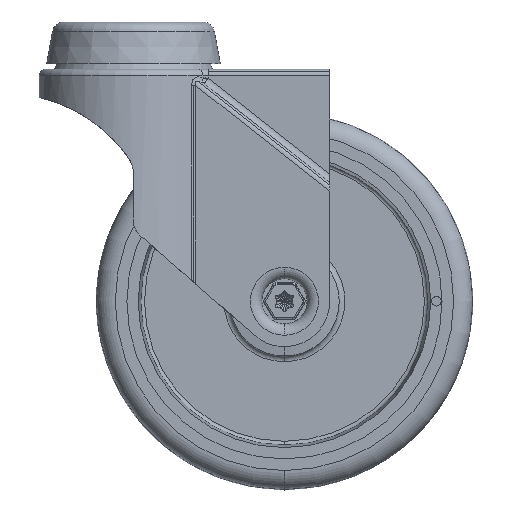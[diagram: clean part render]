
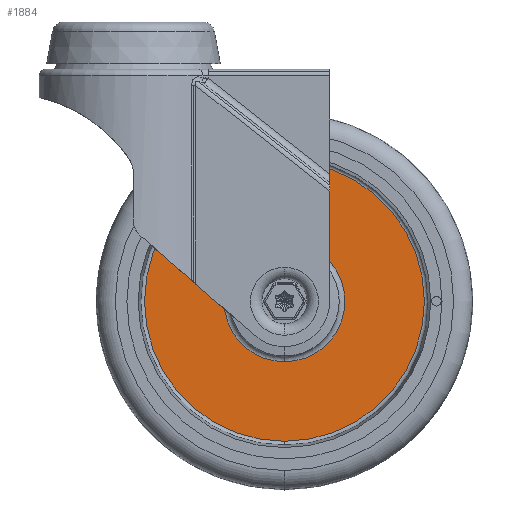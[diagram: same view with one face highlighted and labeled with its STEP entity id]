
A CAD part, front view. The second image highlights one B-rep face of the part: STEP entity #1884.
In plain terms, the highlighted planar face has unit normal (0, -1, 0).
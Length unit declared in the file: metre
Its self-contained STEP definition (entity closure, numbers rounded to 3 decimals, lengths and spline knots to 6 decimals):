
#1884=ADVANCED_FACE('',(#2650,#2651),#2652,.T.);
#2650=FACE_OUTER_BOUND('',#4810,.T.);
#2651=FACE_BOUND('',#4811,.T.);
#2652=PLANE('',#4812);
#4810=EDGE_LOOP('',(#14000,#14001));
#4811=EDGE_LOOP('',(#14002,#14003));
#4812=AXIS2_PLACEMENT_3D('',#14004,#14005,#14006);
#14000=ORIENTED_EDGE('',*,*,#16383,.F.);
#14001=ORIENTED_EDGE('',*,*,#16323,.F.);
#14002=ORIENTED_EDGE('',*,*,#16382,.T.);
#14003=ORIENTED_EDGE('',*,*,#16328,.T.);
#14004=CARTESIAN_POINT('',(0.0,-0.002,0.026536));
#14005=DIRECTION('',(0.0,-1.0,0.));
#14006=DIRECTION('',(0.0,0.,-1.0));
#16323=EDGE_CURVE('',#17615,#17617,#17618,.T.);
#16328=EDGE_CURVE('',#17621,#17625,#17627,.T.);
#16382=EDGE_CURVE('',#17625,#17621,#17711,.T.);
#16383=EDGE_CURVE('',#17617,#17615,#17712,.T.);
#17615=VERTEX_POINT('',#20068);
#17617=VERTEX_POINT('',#20070);
#17618=CIRCLE('',#20071,0.037072);
#17621=VERTEX_POINT('',#20074);
#17625=VERTEX_POINT('',#20078);
#17627=CIRCLE('',#20080,0.016);
#17711=CIRCLE('',#20182,0.016);
#17712=CIRCLE('',#20183,0.037072);
#20068=CARTESIAN_POINT('',(0.,-0.002,-0.037072));
#20070=CARTESIAN_POINT('',(0.0,-0.002,0.037072));
#20071=AXIS2_PLACEMENT_3D('',#31174,#31175,#31176);
#20074=CARTESIAN_POINT('',(0.,-0.002,-0.016));
#20078=CARTESIAN_POINT('',(0.0,-0.002,0.016));
#20080=AXIS2_PLACEMENT_3D('',#31189,#31190,#31191);
#20182=AXIS2_PLACEMENT_3D('',#31315,#31316,#31317);
#20183=AXIS2_PLACEMENT_3D('',#31318,#31319,#31320);
#31174=CARTESIAN_POINT('',(0.0,-0.002,0.0));
#31175=DIRECTION('',(0.0,1.0,0.0));
#31176=DIRECTION('',(0.0,0.0,1.0));
#31189=CARTESIAN_POINT('',(0.0,-0.002,0.0));
#31190=DIRECTION('',(0.0,1.0,0.0));
#31191=DIRECTION('',(0.0,0.0,1.0));
#31315=CARTESIAN_POINT('',(0.0,-0.002,0.0));
#31316=DIRECTION('',(0.0,1.0,0.0));
#31317=DIRECTION('',(0.0,0.0,1.0));
#31318=CARTESIAN_POINT('',(0.0,-0.002,0.0));
#31319=DIRECTION('',(0.0,1.0,0.0));
#31320=DIRECTION('',(0.0,0.0,1.0));
